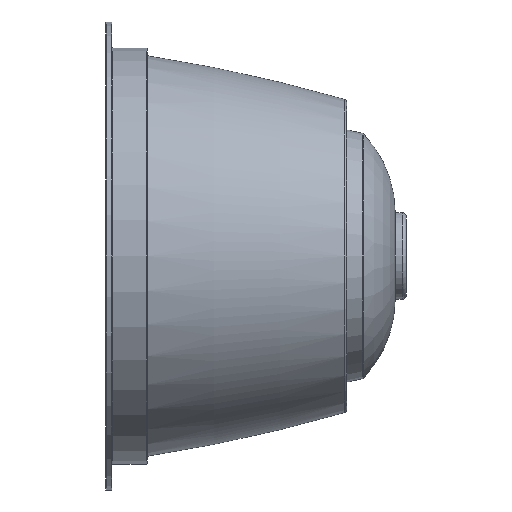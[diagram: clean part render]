
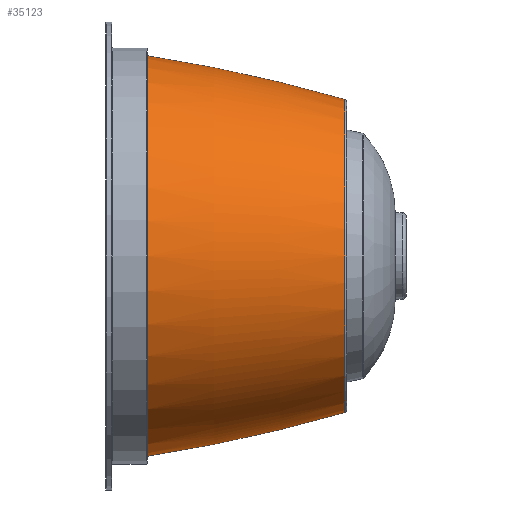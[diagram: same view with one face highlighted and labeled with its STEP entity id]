
A CAD part, left-side view. The second image highlights one B-rep face of the part: STEP entity #35123.
In plain terms, the highlighted toroidal (fillet/blend) face has major radius 159.697 mm and minor radius 185 mm.
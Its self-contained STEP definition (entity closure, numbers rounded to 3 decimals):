
#487 = DIRECTION ( 'NONE',  ( 0., 1., 0. ) ) ;
#1650 = EDGE_LOOP ( 'NONE', ( #12838, #23223, #19447, #18480 ) ) ;
#1691 = DIRECTION ( 'NONE',  ( -1., 0., 0. ) ) ;
#2032 = AXIS2_PLACEMENT_3D ( 'NONE', #8703, #34587, #31290 ) ;
#2283 = AXIS2_PLACEMENT_3D ( 'NONE', #13447, #24169, #24732 ) ;
#5817 = DIRECTION ( 'NONE',  ( 1., 0., 0. ) ) ;
#5987 = FACE_OUTER_BOUND ( 'NONE', #1650, .T. ) ;
#6900 = AXIS2_PLACEMENT_3D ( 'NONE', #31152, #487, #25394 ) ;
#7060 = VERTEX_POINT ( 'NONE', #21838 ) ;
#8224 = DIRECTION ( 'NONE',  ( 0., 0., -1. ) ) ;
#8703 = CARTESIAN_POINT ( 'NONE',  ( 0., 28.6, 0. ) ) ;
#9307 = EDGE_CURVE ( 'NONE', #25033, #12099, #33871, .T. ) ;
#12099 = VERTEX_POINT ( 'NONE', #22164 ) ;
#12838 = ORIENTED_EDGE ( 'NONE', *, *, #30856, .F. ) ;
#13447 = CARTESIAN_POINT ( 'NONE',  ( 0., 5.817, 0. ) ) ;
#13627 = DIRECTION ( 'NONE',  ( 0., 0., 1. ) ) ;
#15391 = CIRCLE ( 'NONE', #31389, 185. ) ;
#15587 = EDGE_CURVE ( 'NONE', #7060, #12099, #35233, .T. ) ;
#17687 = EDGE_CURVE ( 'NONE', #18503, #7060, #18175, .T. ) ;
#18175 = CIRCLE ( 'NONE', #2283, 18.063 ) ;
#18440 = CARTESIAN_POINT ( 'NONE',  ( 0., 57.068, -159.697 ) ) ;
#18480 = ORIENTED_EDGE ( 'NONE', *, *, #9307, .F. ) ;
#18503 = VERTEX_POINT ( 'NONE', #34807 ) ;
#19246 = TOROIDAL_SURFACE ( 'NONE', #6900, -159.697, 185. ) ;
#19447 = ORIENTED_EDGE ( 'NONE', *, *, #15587, .T. ) ;
#21838 = CARTESIAN_POINT ( 'NONE',  ( 0., 5.817, 18.063 ) ) ;
#21869 = CARTESIAN_POINT ( 'NONE',  ( 0., 28.6, -23.1 ) ) ;
#22164 = CARTESIAN_POINT ( 'NONE',  ( 0., 28.6, 23.1 ) ) ;
#23223 = ORIENTED_EDGE ( 'NONE', *, *, #17687, .T. ) ;
#24169 = DIRECTION ( 'NONE',  ( 0., 1., 0. ) ) ;
#24732 = DIRECTION ( 'NONE',  ( 0., 0., 1. ) ) ;
#25033 = VERTEX_POINT ( 'NONE', #21869 ) ;
#25394 = DIRECTION ( 'NONE',  ( 0., 0., 1. ) ) ;
#25753 = AXIS2_PLACEMENT_3D ( 'NONE', #18440, #1691, #13627 ) ;
#30856 = EDGE_CURVE ( 'NONE', #18503, #25033, #15391, .T. ) ;
#30995 = CARTESIAN_POINT ( 'NONE',  ( 0., 57.068, 159.697 ) ) ;
#31152 = CARTESIAN_POINT ( 'NONE',  ( 0., 57.068, 0. ) ) ;
#31290 = DIRECTION ( 'NONE',  ( 0., 0., 1. ) ) ;
#31389 = AXIS2_PLACEMENT_3D ( 'NONE', #30995, #5817, #8224 ) ;
#33871 = CIRCLE ( 'NONE', #2032, 23.1 ) ;
#34587 = DIRECTION ( 'NONE',  ( 0., 1., 0. ) ) ;
#34807 = CARTESIAN_POINT ( 'NONE',  ( 0., 5.817, -18.063 ) ) ;
#35123 = ADVANCED_FACE ( 'NONE', ( #5987 ), #19246, .T. ) ;
#35233 = CIRCLE ( 'NONE', #25753, 185. ) ;
